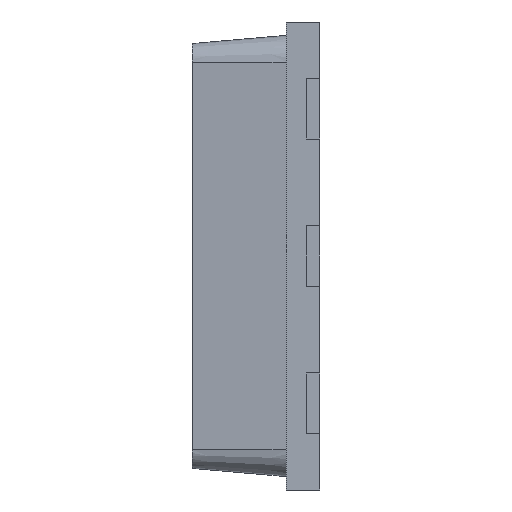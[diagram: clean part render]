
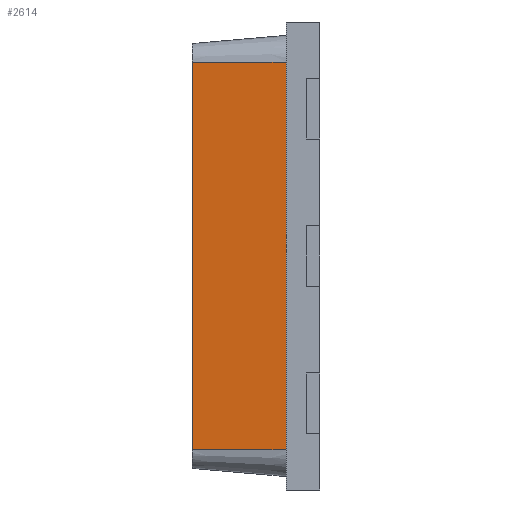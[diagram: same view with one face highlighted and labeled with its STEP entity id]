
A CAD part, left-side view. The second image highlights one B-rep face of the part: STEP entity #2614.
In plain terms, the highlighted planar face has unit normal (-0.996, 0.087, 0).
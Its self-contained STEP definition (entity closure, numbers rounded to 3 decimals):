
#4 = VERTEX_POINT ( 'NONE', #4613 ) ;
#48 = EDGE_CURVE ( 'NONE', #5098, #3084, #229, .T. ) ;
#229 = LINE ( 'NONE', #1482, #4940 ) ;
#333 = DIRECTION ( 'NONE',  ( -0.996, 0.087, 0. ) ) ;
#445 = VECTOR ( 'NONE', #5314, 1000. ) ;
#743 = ORIENTED_EDGE ( 'NONE', *, *, #3010, .F. ) ;
#775 = CARTESIAN_POINT ( 'NONE',  ( -1.65, 0.25, -1.45 ) ) ;
#864 = VECTOR ( 'NONE', #5820, 1000. ) ;
#1482 = CARTESIAN_POINT ( 'NONE',  ( -1.65, 0.25, -1.45 ) ) ;
#1523 = DIRECTION ( 'NONE',  ( 0., 0., 1. ) ) ;
#1596 = ORIENTED_EDGE ( 'NONE', *, *, #2729, .F. ) ;
#1728 = EDGE_CURVE ( 'NONE', #4, #5098, #4462, .T. ) ;
#1823 = AXIS2_PLACEMENT_3D ( 'NONE', #775, #333, #5720 ) ;
#1860 = VECTOR ( 'NONE', #5013, 1000. ) ;
#2150 = CARTESIAN_POINT ( 'NONE',  ( -1.65, 0.25, 1.45 ) ) ;
#2174 = ORIENTED_EDGE ( 'NONE', *, *, #48, .T. ) ;
#2285 = CARTESIAN_POINT ( 'NONE',  ( -1.589, 0.95, 1.45 ) ) ;
#2353 = CARTESIAN_POINT ( 'NONE',  ( -1.65, 0.25, 1.45 ) ) ;
#2614 = ADVANCED_FACE ( 'NONE', ( #2851 ), #5658, .T. ) ;
#2729 = EDGE_CURVE ( 'NONE', #3631, #3084, #3821, .T. ) ;
#2851 = FACE_OUTER_BOUND ( 'NONE', #3271, .T. ) ;
#3010 = EDGE_CURVE ( 'NONE', #4, #3631, #3266, .T. ) ;
#3084 = VERTEX_POINT ( 'NONE', #2353 ) ;
#3266 = LINE ( 'NONE', #4947, #864 ) ;
#3271 = EDGE_LOOP ( 'NONE', ( #743, #5132, #2174, #1596 ) ) ;
#3631 = VERTEX_POINT ( 'NONE', #2285 ) ;
#3636 = CARTESIAN_POINT ( 'NONE',  ( -1.65, 0.25, -1.45 ) ) ;
#3821 = LINE ( 'NONE', #2150, #445 ) ;
#4462 = LINE ( 'NONE', #3636, #1860 ) ;
#4613 = CARTESIAN_POINT ( 'NONE',  ( -1.589, 0.95, -1.45 ) ) ;
#4940 = VECTOR ( 'NONE', #1523, 1000. ) ;
#4947 = CARTESIAN_POINT ( 'NONE',  ( -1.589, 0.95, -1.45 ) ) ;
#5013 = DIRECTION ( 'NONE',  ( -0.087, -0.996, 0. ) ) ;
#5098 = VERTEX_POINT ( 'NONE', #5450 ) ;
#5132 = ORIENTED_EDGE ( 'NONE', *, *, #1728, .T. ) ;
#5314 = DIRECTION ( 'NONE',  ( -0.087, -0.996, 0. ) ) ;
#5450 = CARTESIAN_POINT ( 'NONE',  ( -1.65, 0.25, -1.45 ) ) ;
#5658 = PLANE ( 'NONE',  #1823 ) ;
#5720 = DIRECTION ( 'NONE',  ( -0.087, -0.996, 0. ) ) ;
#5820 = DIRECTION ( 'NONE',  ( 0., 0., 1. ) ) ;
